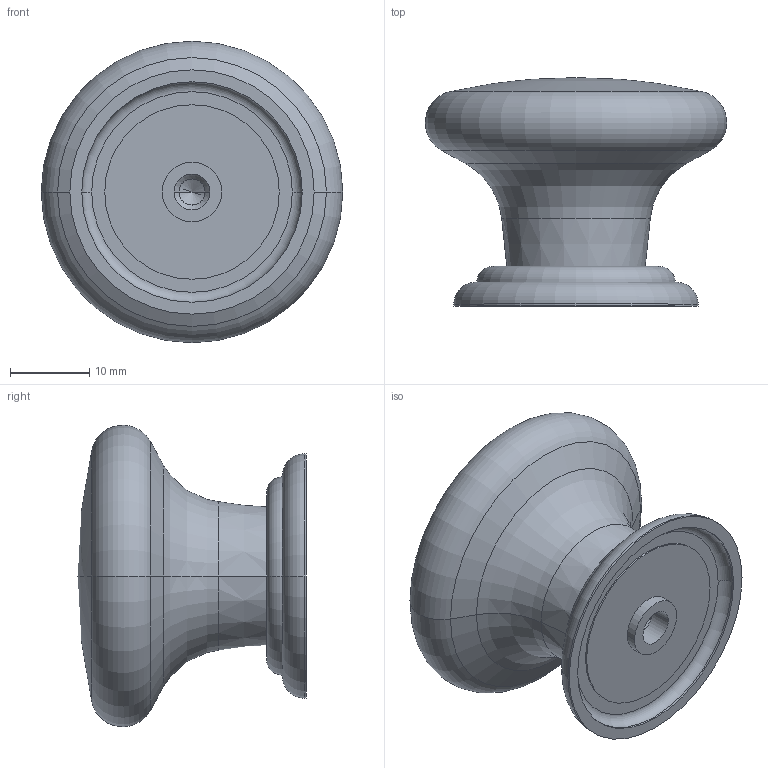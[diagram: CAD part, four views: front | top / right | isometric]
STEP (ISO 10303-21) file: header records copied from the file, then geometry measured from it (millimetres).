
FILE_DESCRIPTION(('Creo Elements/Direct Modeling STEP Export'),'2;1');
FILE_NAME('SP79-38.stp','2024-04-23T12:47:16',(''),(''),'Creo Elements/Direct Modeling STEP processor for AP214 (Solid Model)','Creo Elements/Direct Modeling 20.0 12-Nov-2016 (C) Parametric Technology GmbH','');
FILE_SCHEMA(('AUTOMOTIVE_DESIGN { 1 0 10303 214 1 1 1 1 }'));
Length unit declared in the file: millimetre
Products named in the file (3): DSP79-31; PO-11105; DIV-11106
Assembly tree (2 placements, depth 2):
  DIV-11106
    PO-11105
    DSP79-31
Bounding box: 38 x 28.8 x 38 mm (x, y, z)
Volume: 15832.3 mm3; surface area: 5626.1 mm2
Topology: 2 solids, 2 shells, 54 faces, 114 edges, 68 vertices
Faces by surface type: plane 16, cylinder 16, torus 12, cone 8, sphere 2
Entity records: 1384 total; most frequent: DIRECTION 234, ORIENTED_EDGE 220, CARTESIAN_POINT 206, EDGE_CURVE 110, AXIS2_PLACEMENT_3D 96, VERTEX_POINT 68, EDGE_LOOP 64, FACE_OUTER_BOUND 54
